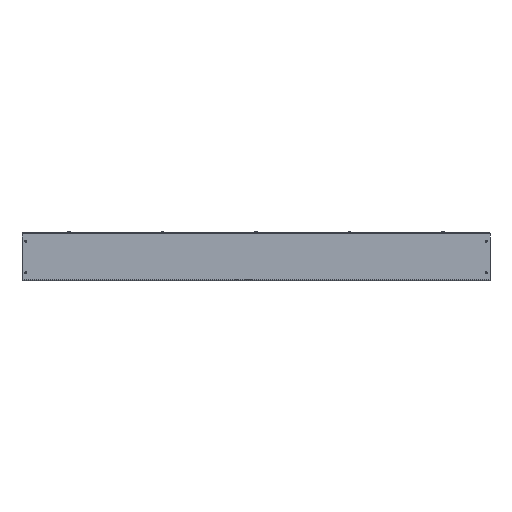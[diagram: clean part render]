
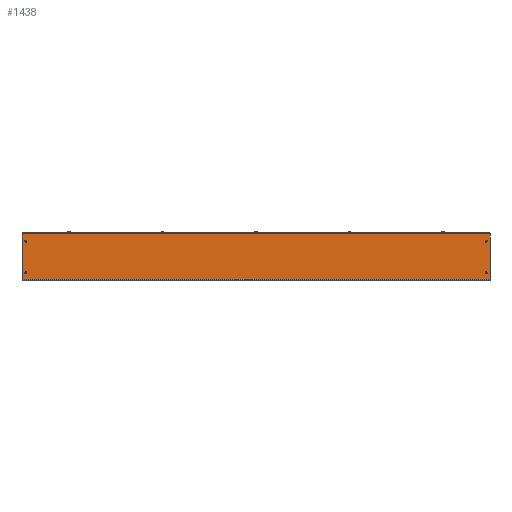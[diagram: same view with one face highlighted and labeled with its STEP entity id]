
A CAD part, left-side view. The second image highlights one B-rep face of the part: STEP entity #1438.
In plain terms, the highlighted planar face has unit normal (-1, 0, 0).
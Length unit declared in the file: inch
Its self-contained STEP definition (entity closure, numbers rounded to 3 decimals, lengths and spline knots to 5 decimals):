
#32 = DIRECTION ( 'NONE',  ( 1., 0., 0. ) ) ;
#158 = VECTOR ( 'NONE', #1997, 39.37008 ) ;
#368 = CARTESIAN_POINT ( 'NONE',  ( -3.057, 29.5, 1.133 ) ) ;
#409 = AXIS2_PLACEMENT_3D ( 'NONE', #9437, #4769, #2693 ) ;
#414 = CIRCLE ( 'NONE', #7887, 0.133 ) ;
#797 = CARTESIAN_POINT ( 'NONE',  ( -3.057, 30., 5.971 ) ) ;
#905 = DIRECTION ( 'NONE',  ( 1., 0., 0. ) ) ;
#915 = CARTESIAN_POINT ( 'NONE',  ( -3.057, -30., 0.057 ) ) ;
#1026 = DIRECTION ( 'NONE',  ( 1., 0., 0. ) ) ;
#1182 = EDGE_CURVE ( 'NONE', #6697, #5723, #11240, .T. ) ;
#1284 = CIRCLE ( 'NONE', #5326, 0.133 ) ;
#1316 = ORIENTED_EDGE ( 'NONE', *, *, #11575, .T. ) ;
#1430 = AXIS2_PLACEMENT_3D ( 'NONE', #10676, #9676, #12749 ) ;
#1438 = ADVANCED_FACE ( 'NONE', ( #1726, #1587, #11669, #10799, #1652 ), #11802, .T. ) ;
#1587 = FACE_BOUND ( 'NONE', #12383, .T. ) ;
#1589 = ORIENTED_EDGE ( 'NONE', *, *, #5352, .T. ) ;
#1652 = FACE_BOUND ( 'NONE', #12144, .T. ) ;
#1726 = FACE_OUTER_BOUND ( 'NONE', #10269, .T. ) ;
#1876 = DIRECTION ( 'NONE',  ( 1., 0., 0. ) ) ;
#1922 = VERTEX_POINT ( 'NONE', #11062 ) ;
#1964 = CARTESIAN_POINT ( 'NONE',  ( -3.057, 29.5, 4.924 ) ) ;
#1997 = DIRECTION ( 'NONE',  ( 0., 0., 1. ) ) ;
#2120 = EDGE_LOOP ( 'NONE', ( #6526, #1316 ) ) ;
#2347 = CARTESIAN_POINT ( 'NONE',  ( -3.057, 30., 0.057 ) ) ;
#2415 = CARTESIAN_POINT ( 'NONE',  ( -3.057, 30., 0.086 ) ) ;
#2693 = DIRECTION ( 'NONE',  ( 0., 0., 1. ) ) ;
#2818 = LINE ( 'NONE', #797, #12568 ) ;
#2988 = CARTESIAN_POINT ( 'NONE',  ( -3.057, -30., 0.086 ) ) ;
#3120 = CARTESIAN_POINT ( 'NONE',  ( -3.057, -29.5, 1. ) ) ;
#3153 = CARTESIAN_POINT ( 'NONE',  ( -3.057, -29.5, 5.057 ) ) ;
#3251 = CARTESIAN_POINT ( 'NONE',  ( -3.057, -29.5, 1. ) ) ;
#3265 = CIRCLE ( 'NONE', #6047, 0.133 ) ;
#3407 = CARTESIAN_POINT ( 'NONE',  ( -3.057, -29.5, 5.19 ) ) ;
#3507 = VERTEX_POINT ( 'NONE', #5621 ) ;
#3625 = DIRECTION ( 'NONE',  ( 1., 0., 0. ) ) ;
#4262 = VERTEX_POINT ( 'NONE', #7466 ) ;
#4309 = VERTEX_POINT ( 'NONE', #368 ) ;
#4486 = VECTOR ( 'NONE', #9619, 39.37008 ) ;
#4541 = CARTESIAN_POINT ( 'NONE',  ( -3.057, -29.5, 5.057 ) ) ;
#4568 = EDGE_CURVE ( 'NONE', #5121, #7284, #1284, .T. ) ;
#4615 = ORIENTED_EDGE ( 'NONE', *, *, #8466, .T. ) ;
#4689 = DIRECTION ( 'NONE',  ( 0., 0., 1. ) ) ;
#4769 = DIRECTION ( 'NONE',  ( 1., 0., 0. ) ) ;
#4779 = EDGE_CURVE ( 'NONE', #4309, #1922, #8953, .T. ) ;
#4963 = ORIENTED_EDGE ( 'NONE', *, *, #4779, .T. ) ;
#5121 = VERTEX_POINT ( 'NONE', #12690 ) ;
#5127 = DIRECTION ( 'NONE',  ( 0., 0., 1. ) ) ;
#5326 = AXIS2_PLACEMENT_3D ( 'NONE', #13186, #32, #7191 ) ;
#5352 = EDGE_CURVE ( 'NONE', #7284, #5121, #12967, .T. ) ;
#5488 = LINE ( 'NONE', #2347, #4486 ) ;
#5621 = CARTESIAN_POINT ( 'NONE',  ( -3.057, -29.5, 1.133 ) ) ;
#5723 = VERTEX_POINT ( 'NONE', #10714 ) ;
#5738 = ORIENTED_EDGE ( 'NONE', *, *, #8982, .T. ) ;
#5883 = CARTESIAN_POINT ( 'NONE',  ( -3.057, -30., 0.086 ) ) ;
#5972 = DIRECTION ( 'NONE',  ( 0., 1., 0. ) ) ;
#6012 = DIRECTION ( 'NONE',  ( 1., 0., 0. ) ) ;
#6047 = AXIS2_PLACEMENT_3D ( 'NONE', #4541, #3625, #4689 ) ;
#6337 = EDGE_CURVE ( 'NONE', #12704, #12897, #5488, .T. ) ;
#6526 = ORIENTED_EDGE ( 'NONE', *, *, #1182, .T. ) ;
#6662 = AXIS2_PLACEMENT_3D ( 'NONE', #3251, #1026, #5127 ) ;
#6697 = VERTEX_POINT ( 'NONE', #3407 ) ;
#6772 = EDGE_LOOP ( 'NONE', ( #4963, #10224 ) ) ;
#7158 = VERTEX_POINT ( 'NONE', #10765 ) ;
#7191 = DIRECTION ( 'NONE',  ( 0., 0., 1. ) ) ;
#7195 = DIRECTION ( 'NONE',  ( 0., 0., 1. ) ) ;
#7206 = AXIS2_PLACEMENT_3D ( 'NONE', #10062, #905, #7858 ) ;
#7284 = VERTEX_POINT ( 'NONE', #1964 ) ;
#7438 = AXIS2_PLACEMENT_3D ( 'NONE', #8099, #10238, #12293 ) ;
#7466 = CARTESIAN_POINT ( 'NONE',  ( -3.057, -29.5, 0.867 ) ) ;
#7830 = CIRCLE ( 'NONE', #7206, 0.133 ) ;
#7858 = DIRECTION ( 'NONE',  ( 0., 0., 1. ) ) ;
#7887 = AXIS2_PLACEMENT_3D ( 'NONE', #3120, #6012, #7195 ) ;
#8050 = DIRECTION ( 'NONE',  ( 0., 1., 0. ) ) ;
#8099 = CARTESIAN_POINT ( 'NONE',  ( -3.057, 29.5, 5.057 ) ) ;
#8466 = EDGE_CURVE ( 'NONE', #7158, #12704, #2818, .T. ) ;
#8953 = CIRCLE ( 'NONE', #409, 0.133 ) ;
#8982 = EDGE_CURVE ( 'NONE', #4262, #3507, #414, .T. ) ;
#9090 = DIRECTION ( 'NONE',  ( 0., 0., 1. ) ) ;
#9103 = CARTESIAN_POINT ( 'NONE',  ( -3.057, 30., 5.971 ) ) ;
#9407 = VERTEX_POINT ( 'NONE', #5883 ) ;
#9437 = CARTESIAN_POINT ( 'NONE',  ( -3.057, 29.5, 1. ) ) ;
#9619 = DIRECTION ( 'NONE',  ( 0., 0., -1. ) ) ;
#9676 = DIRECTION ( 'NONE',  ( -1., 0., 0. ) ) ;
#9763 = EDGE_CURVE ( 'NONE', #1922, #4309, #7830, .T. ) ;
#9769 = ORIENTED_EDGE ( 'NONE', *, *, #6337, .T. ) ;
#10055 = LINE ( 'NONE', #2988, #11788 ) ;
#10062 = CARTESIAN_POINT ( 'NONE',  ( -3.057, 29.5, 1. ) ) ;
#10074 = LINE ( 'NONE', #915, #158 ) ;
#10178 = AXIS2_PLACEMENT_3D ( 'NONE', #3153, #1876, #9090 ) ;
#10224 = ORIENTED_EDGE ( 'NONE', *, *, #9763, .T. ) ;
#10238 = DIRECTION ( 'NONE',  ( 1., 0., 0. ) ) ;
#10267 = EDGE_CURVE ( 'NONE', #9407, #7158, #10074, .T. ) ;
#10269 = EDGE_LOOP ( 'NONE', ( #9769, #13055, #11332, #4615 ) ) ;
#10358 = EDGE_CURVE ( 'NONE', #3507, #4262, #10687, .T. ) ;
#10676 = CARTESIAN_POINT ( 'NONE',  ( -3.057, 30., 0.047 ) ) ;
#10687 = CIRCLE ( 'NONE', #6662, 0.133 ) ;
#10714 = CARTESIAN_POINT ( 'NONE',  ( -3.057, -29.5, 4.924 ) ) ;
#10765 = CARTESIAN_POINT ( 'NONE',  ( -3.057, -30., 5.971 ) ) ;
#10799 = FACE_BOUND ( 'NONE', #6772, .T. ) ;
#11062 = CARTESIAN_POINT ( 'NONE',  ( -3.057, 29.5, 0.867 ) ) ;
#11240 = CIRCLE ( 'NONE', #10178, 0.133 ) ;
#11332 = ORIENTED_EDGE ( 'NONE', *, *, #10267, .T. ) ;
#11392 = ORIENTED_EDGE ( 'NONE', *, *, #10358, .T. ) ;
#11575 = EDGE_CURVE ( 'NONE', #5723, #6697, #3265, .T. ) ;
#11669 = FACE_BOUND ( 'NONE', #2120, .T. ) ;
#11697 = ORIENTED_EDGE ( 'NONE', *, *, #4568, .T. ) ;
#11788 = VECTOR ( 'NONE', #8050, 39.37008 ) ;
#11802 = PLANE ( 'NONE',  #1430 ) ;
#12144 = EDGE_LOOP ( 'NONE', ( #11697, #1589 ) ) ;
#12293 = DIRECTION ( 'NONE',  ( 0., 0., 1. ) ) ;
#12357 = EDGE_CURVE ( 'NONE', #9407, #12897, #10055, .T. ) ;
#12383 = EDGE_LOOP ( 'NONE', ( #11392, #5738 ) ) ;
#12568 = VECTOR ( 'NONE', #5972, 39.37008 ) ;
#12690 = CARTESIAN_POINT ( 'NONE',  ( -3.057, 29.5, 5.19 ) ) ;
#12704 = VERTEX_POINT ( 'NONE', #9103 ) ;
#12749 = DIRECTION ( 'NONE',  ( 0., 0., 1. ) ) ;
#12897 = VERTEX_POINT ( 'NONE', #2415 ) ;
#12967 = CIRCLE ( 'NONE', #7438, 0.133 ) ;
#13055 = ORIENTED_EDGE ( 'NONE', *, *, #12357, .F. ) ;
#13186 = CARTESIAN_POINT ( 'NONE',  ( -3.057, 29.5, 5.057 ) ) ;
